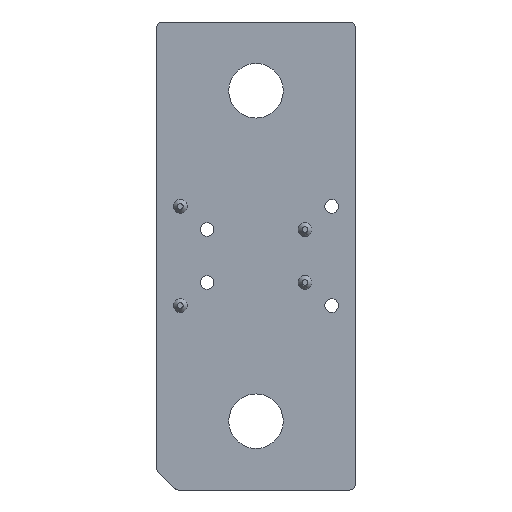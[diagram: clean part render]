
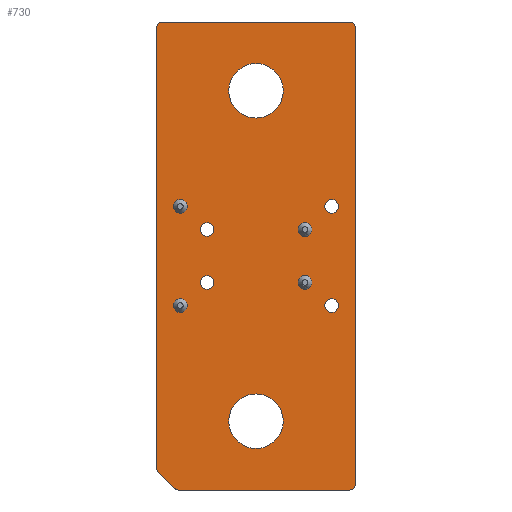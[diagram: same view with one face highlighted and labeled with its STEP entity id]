
A CAD part, front view. The second image highlights one B-rep face of the part: STEP entity #730.
In plain terms, the highlighted planar face has unit normal (0, -1, 0).
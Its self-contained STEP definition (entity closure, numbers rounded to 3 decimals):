
#63=FACE_BOUND('',#158,.T.);
#64=FACE_BOUND('',#159,.T.);
#65=FACE_BOUND('',#160,.T.);
#66=FACE_BOUND('',#161,.T.);
#67=FACE_BOUND('',#162,.T.);
#68=FACE_BOUND('',#163,.T.);
#69=FACE_BOUND('',#164,.T.);
#70=FACE_BOUND('',#165,.T.);
#71=FACE_BOUND('',#166,.T.);
#72=FACE_BOUND('',#167,.T.);
#79=PLANE('',#832);
#105=FACE_OUTER_BOUND('',#157,.T.);
#157=EDGE_LOOP('',(#594,#595,#596,#597,#598,#599,#600,#601,#602,#603));
#158=EDGE_LOOP('',(#604));
#159=EDGE_LOOP('',(#605));
#160=EDGE_LOOP('',(#606));
#161=EDGE_LOOP('',(#607));
#162=EDGE_LOOP('',(#608));
#163=EDGE_LOOP('',(#609));
#164=EDGE_LOOP('',(#610));
#165=EDGE_LOOP('',(#611));
#166=EDGE_LOOP('',(#612));
#167=EDGE_LOOP('',(#613));
#198=LINE('',#1177,#240);
#203=LINE('',#1191,#245);
#207=LINE('',#1203,#249);
#211=LINE('',#1215,#253);
#215=LINE('',#1227,#257);
#240=VECTOR('',#952,10.);
#245=VECTOR('',#965,10.);
#249=VECTOR('',#977,10.);
#253=VECTOR('',#989,10.);
#257=VECTOR('',#1001,10.);
#272=CIRCLE('',#782,1.25);
#274=CIRCLE('',#785,1.25);
#276=CIRCLE('',#788,1.25);
#278=CIRCLE('',#791,1.25);
#280=CIRCLE('',#794,1.25);
#282=CIRCLE('',#797,1.25);
#284=CIRCLE('',#800,1.25);
#286=CIRCLE('',#803,1.25);
#288=CIRCLE('',#806,4.95);
#290=CIRCLE('',#809,4.95);
#292=CIRCLE('',#813,1.);
#294=CIRCLE('',#817,1.);
#296=CIRCLE('',#821,1.);
#298=CIRCLE('',#825,1.);
#300=CIRCLE('',#829,1.);
#326=VERTEX_POINT('',#1115);
#328=VERTEX_POINT('',#1121);
#330=VERTEX_POINT('',#1127);
#332=VERTEX_POINT('',#1133);
#334=VERTEX_POINT('',#1139);
#336=VERTEX_POINT('',#1145);
#338=VERTEX_POINT('',#1151);
#340=VERTEX_POINT('',#1157);
#342=VERTEX_POINT('',#1163);
#344=VERTEX_POINT('',#1169);
#346=VERTEX_POINT('',#1175);
#347=VERTEX_POINT('',#1176);
#350=VERTEX_POINT('',#1184);
#352=VERTEX_POINT('',#1190);
#354=VERTEX_POINT('',#1196);
#356=VERTEX_POINT('',#1202);
#358=VERTEX_POINT('',#1208);
#360=VERTEX_POINT('',#1214);
#362=VERTEX_POINT('',#1220);
#364=VERTEX_POINT('',#1226);
#394=EDGE_CURVE('',#326,#326,#272,.T.);
#397=EDGE_CURVE('',#328,#328,#274,.T.);
#400=EDGE_CURVE('',#330,#330,#276,.T.);
#403=EDGE_CURVE('',#332,#332,#278,.T.);
#406=EDGE_CURVE('',#334,#334,#280,.T.);
#409=EDGE_CURVE('',#336,#336,#282,.T.);
#412=EDGE_CURVE('',#338,#338,#284,.T.);
#415=EDGE_CURVE('',#340,#340,#286,.T.);
#418=EDGE_CURVE('',#342,#342,#288,.T.);
#421=EDGE_CURVE('',#344,#344,#290,.T.);
#424=EDGE_CURVE('',#346,#347,#198,.T.);
#428=EDGE_CURVE('',#350,#347,#292,.T.);
#431=EDGE_CURVE('',#352,#350,#203,.T.);
#434=EDGE_CURVE('',#354,#352,#294,.T.);
#437=EDGE_CURVE('',#356,#354,#207,.T.);
#440=EDGE_CURVE('',#358,#356,#296,.T.);
#443=EDGE_CURVE('',#360,#358,#211,.T.);
#446=EDGE_CURVE('',#362,#360,#298,.T.);
#449=EDGE_CURVE('',#364,#362,#215,.T.);
#452=EDGE_CURVE('',#346,#364,#300,.T.);
#594=ORIENTED_EDGE('',*,*,#452,.F.);
#595=ORIENTED_EDGE('',*,*,#424,.T.);
#596=ORIENTED_EDGE('',*,*,#428,.F.);
#597=ORIENTED_EDGE('',*,*,#431,.F.);
#598=ORIENTED_EDGE('',*,*,#434,.F.);
#599=ORIENTED_EDGE('',*,*,#437,.F.);
#600=ORIENTED_EDGE('',*,*,#440,.F.);
#601=ORIENTED_EDGE('',*,*,#443,.F.);
#602=ORIENTED_EDGE('',*,*,#446,.F.);
#603=ORIENTED_EDGE('',*,*,#449,.F.);
#604=ORIENTED_EDGE('',*,*,#394,.T.);
#605=ORIENTED_EDGE('',*,*,#397,.T.);
#606=ORIENTED_EDGE('',*,*,#400,.T.);
#607=ORIENTED_EDGE('',*,*,#403,.T.);
#608=ORIENTED_EDGE('',*,*,#406,.T.);
#609=ORIENTED_EDGE('',*,*,#409,.T.);
#610=ORIENTED_EDGE('',*,*,#412,.T.);
#611=ORIENTED_EDGE('',*,*,#415,.T.);
#612=ORIENTED_EDGE('',*,*,#421,.T.);
#613=ORIENTED_EDGE('',*,*,#418,.T.);
#730=ADVANCED_FACE('',(#105,#63,#64,#65,#66,#67,#68,#69,#70,#71,#72),#79,
 .F.);
#782=AXIS2_PLACEMENT_3D('',#1116,#882,#883);
#785=AXIS2_PLACEMENT_3D('',#1122,#889,#890);
#788=AXIS2_PLACEMENT_3D('',#1128,#896,#897);
#791=AXIS2_PLACEMENT_3D('',#1134,#903,#904);
#794=AXIS2_PLACEMENT_3D('',#1140,#910,#911);
#797=AXIS2_PLACEMENT_3D('',#1146,#917,#918);
#800=AXIS2_PLACEMENT_3D('',#1152,#924,#925);
#803=AXIS2_PLACEMENT_3D('',#1158,#931,#932);
#806=AXIS2_PLACEMENT_3D('',#1164,#938,#939);
#809=AXIS2_PLACEMENT_3D('',#1170,#945,#946);
#813=AXIS2_PLACEMENT_3D('',#1185,#958,#959);
#817=AXIS2_PLACEMENT_3D('',#1197,#970,#971);
#821=AXIS2_PLACEMENT_3D('',#1209,#982,#983);
#825=AXIS2_PLACEMENT_3D('',#1221,#994,#995);
#829=AXIS2_PLACEMENT_3D('',#1232,#1006,#1007);
#832=AXIS2_PLACEMENT_3D('',#1235,#1012,#1013);
#882=DIRECTION('center_axis',(0.,1.,0.));
#883=DIRECTION('ref_axis',(-1.,0.,0.));
#889=DIRECTION('center_axis',(0.,1.,0.));
#890=DIRECTION('ref_axis',(-1.,0.,0.));
#896=DIRECTION('center_axis',(0.,1.,0.));
#897=DIRECTION('ref_axis',(-1.,0.,0.));
#903=DIRECTION('center_axis',(0.,1.,0.));
#904=DIRECTION('ref_axis',(-1.,0.,0.));
#910=DIRECTION('center_axis',(0.,1.,0.));
#911=DIRECTION('ref_axis',(-1.,0.,0.));
#917=DIRECTION('center_axis',(0.,1.,0.));
#918=DIRECTION('ref_axis',(-1.,0.,0.));
#924=DIRECTION('center_axis',(0.,1.,0.));
#925=DIRECTION('ref_axis',(-1.,0.,0.));
#931=DIRECTION('center_axis',(0.,1.,0.));
#932=DIRECTION('ref_axis',(-1.,0.,0.));
#938=DIRECTION('center_axis',(0.,1.,0.));
#939=DIRECTION('ref_axis',(-1.,0.,0.));
#945=DIRECTION('center_axis',(0.,1.,0.));
#946=DIRECTION('ref_axis',(-1.,0.,0.));
#952=DIRECTION('',(0.707,0.,-0.707));
#958=DIRECTION('center_axis',(0.,1.,0.));
#959=DIRECTION('ref_axis',(0.,0.,-1.));
#965=DIRECTION('',(-1.,0.,0.));
#970=DIRECTION('center_axis',(0.,1.,0.));
#971=DIRECTION('ref_axis',(1.,0.,0.));
#977=DIRECTION('',(0.,0.,-1.));
#982=DIRECTION('center_axis',(0.,1.,0.));
#983=DIRECTION('ref_axis',(0.,0.,1.));
#989=DIRECTION('',(1.,0.,0.));
#994=DIRECTION('center_axis',(0.,1.,0.));
#995=DIRECTION('ref_axis',(-1.,0.,0.));
#1001=DIRECTION('',(0.,0.,1.));
#1006=DIRECTION('center_axis',(0.,1.,0.));
#1007=DIRECTION('ref_axis',(-0.707,0.,-0.707));
#1012=DIRECTION('center_axis',(0.,1.,0.));
#1013=DIRECTION('ref_axis',(-1.,0.,0.));
#1115=CARTESIAN_POINT('',(-12.5,4.322,-67.9));
#1116=CARTESIAN_POINT('Origin',(-13.75,4.322,-67.9));
#1121=CARTESIAN_POINT('',(10.14,4.322,-54.09));
#1122=CARTESIAN_POINT('Origin',(8.89,4.322,-54.09));
#1127=CARTESIAN_POINT('',(-12.5,4.322,-49.9));
#1128=CARTESIAN_POINT('Origin',(-13.75,4.322,-49.9));
#1133=CARTESIAN_POINT('',(10.14,4.322,-63.71));
#1134=CARTESIAN_POINT('Origin',(8.89,4.322,-63.71));
#1139=CARTESIAN_POINT('',(-7.64,4.322,-63.71));
#1140=CARTESIAN_POINT('Origin',(-8.89,4.322,-63.71));
#1145=CARTESIAN_POINT('',(15.,4.322,-49.9));
#1146=CARTESIAN_POINT('Origin',(13.75,4.322,-49.9));
#1151=CARTESIAN_POINT('',(-7.64,4.322,-54.09));
#1152=CARTESIAN_POINT('Origin',(-8.89,4.322,-54.09));
#1157=CARTESIAN_POINT('',(15.,4.322,-67.9));
#1158=CARTESIAN_POINT('Origin',(13.75,4.322,-67.9));
#1163=CARTESIAN_POINT('',(4.95,4.322,-28.9));
#1164=CARTESIAN_POINT('Origin',(0.,4.322,-28.9));
#1169=CARTESIAN_POINT('',(4.95,4.322,-88.9));
#1170=CARTESIAN_POINT('Origin',(0.,4.322,-88.9));
#1175=CARTESIAN_POINT('',(-17.707,4.322,-98.192));
#1176=CARTESIAN_POINT('',(-14.793,4.322,-101.107));
#1177=CARTESIAN_POINT('',(-17.707,4.322,-98.192));
#1184=CARTESIAN_POINT('',(-14.086,4.322,-101.4));
#1185=CARTESIAN_POINT('Origin',(-14.086,4.322,-100.4));
#1190=CARTESIAN_POINT('',(17.,4.322,-101.4));
#1191=CARTESIAN_POINT('',(17.,4.322,-101.4));
#1196=CARTESIAN_POINT('',(18.,4.322,-100.4));
#1197=CARTESIAN_POINT('Origin',(17.,4.322,-100.4));
#1202=CARTESIAN_POINT('',(18.,4.322,-17.4));
#1203=CARTESIAN_POINT('',(18.,4.322,-17.4));
#1208=CARTESIAN_POINT('',(17.,4.322,-16.4));
#1209=CARTESIAN_POINT('Origin',(17.,4.322,-17.4));
#1214=CARTESIAN_POINT('',(-17.,4.322,-16.4));
#1215=CARTESIAN_POINT('',(-17.,4.322,-16.4));
#1220=CARTESIAN_POINT('',(-18.,4.322,-17.4));
#1221=CARTESIAN_POINT('Origin',(-17.,4.322,-17.4));
#1226=CARTESIAN_POINT('',(-18.,4.322,-97.485));
#1227=CARTESIAN_POINT('',(-18.,4.322,-97.485));
#1232=CARTESIAN_POINT('Origin',(-17.,4.322,-97.485));
#1235=CARTESIAN_POINT('Origin',(0.,4.322,-58.9));
